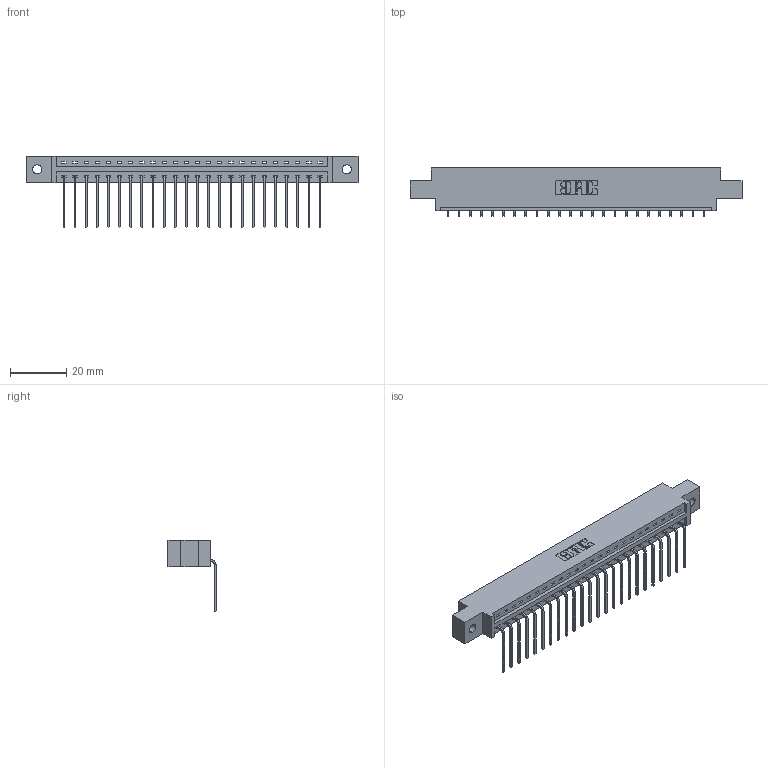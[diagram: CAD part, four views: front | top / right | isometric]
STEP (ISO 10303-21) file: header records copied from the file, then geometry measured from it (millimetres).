
FILE_DESCRIPTION (( 'STEP AP203' ), '1' );
FILE_NAME ('337-024-559-602.STEP', '2019-09-30T16:14:51', ( '' ), ( '' ), 'SwSTEP 2.0', 'SolidWorks 2016', '' );
FILE_SCHEMA (( 'CONFIG_CONTROL_DESIGN' ));
Length unit declared in the file: inch
Products named in the file (3): 337 Part_0.170 Offset - 0.128 Dia; 337-024-559-602; 345-292-001_558 559 Tail - 1
Assembly tree (25 placements, depth 2):
  337-024-559-602
    337 Part_0.170 Offset - 0.128 Dia
    345-292-001_558 559 Tail - 1  x24
Bounding box: 118.11 x 17.09 x 25.53 mm (x, y, z)
Volume: 11976.1 mm3; surface area: 12593.4 mm2
Topology: 25 solids, 25 shells, 1654 faces, 4979 edges, 3286 vertices
Faces by surface type: plane 1226, cylinder 428
Entity records: 20387 total; most frequent: CARTESIAN_POINT 3558, ORIENTED_EDGE 3518, DIRECTION 3031, EDGE_CURVE 1759, LINE 1631, VECTOR 1631, VERTEX_POINT 1170, AXIS2_PLACEMENT_3D 700
